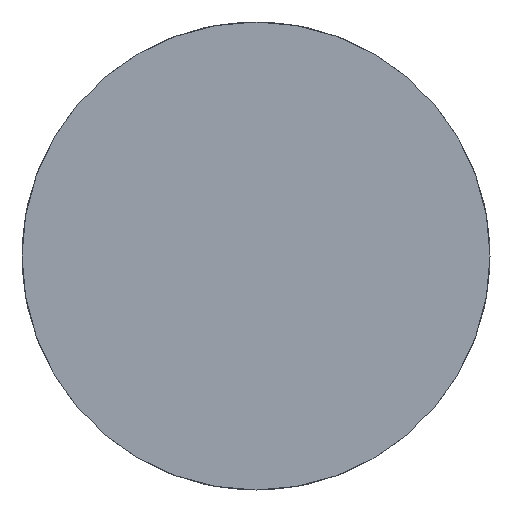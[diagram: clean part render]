
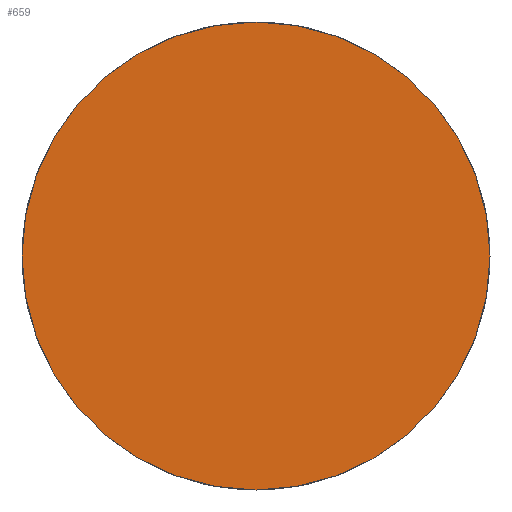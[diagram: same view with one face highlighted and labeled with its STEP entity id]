
A CAD part, front view. The second image highlights one B-rep face of the part: STEP entity #659.
In plain terms, the highlighted planar face has unit normal (0, -1, 0).
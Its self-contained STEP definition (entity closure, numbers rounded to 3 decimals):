
#45=PLANE('',#740);
#82=FACE_OUTER_BOUND('',#122,.T.);
#122=EDGE_LOOP('',(#613));
#148=CIRCLE('',#738,15.);
#328=VERTEX_POINT('',#2565);
#423=EDGE_CURVE('',#328,#328,#148,.T.);
#613=ORIENTED_EDGE('',*,*,#423,.F.);
#659=ADVANCED_FACE('',(#82),#45,.F.);
#738=AXIS2_PLACEMENT_3D('',#2567,#901,#902);
#740=AXIS2_PLACEMENT_3D('',#2569,#905,#906);
#901=DIRECTION('center_axis',(0.,1.,0.));
#902=DIRECTION('ref_axis',(-1.,0.,0.));
#905=DIRECTION('center_axis',(0.,1.,0.));
#906=DIRECTION('ref_axis',(0.,0.,1.));
#2565=CARTESIAN_POINT('',(15.,0.,0.));
#2567=CARTESIAN_POINT('Origin',(0.,0.,0.));
#2569=CARTESIAN_POINT('Origin',(0.,0.,0.));
